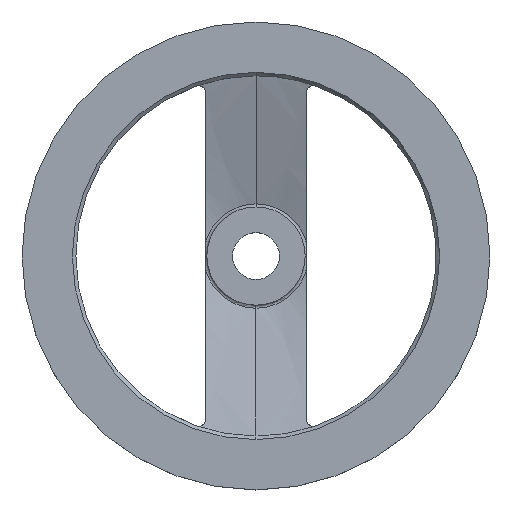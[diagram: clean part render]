
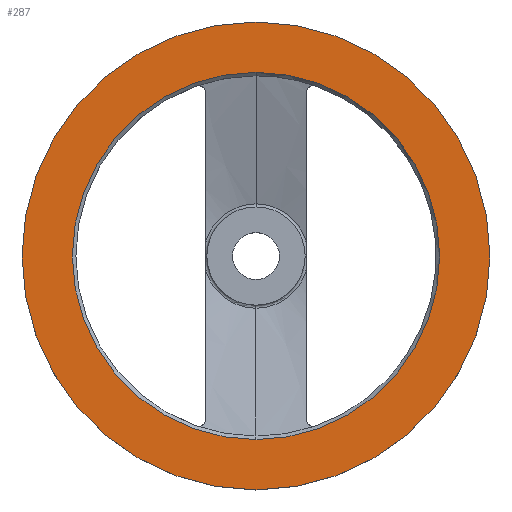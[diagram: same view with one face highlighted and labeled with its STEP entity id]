
A CAD part, top view. The second image highlights one B-rep face of the part: STEP entity #287.
In plain terms, the highlighted planar face has unit normal (0, 0, 1).
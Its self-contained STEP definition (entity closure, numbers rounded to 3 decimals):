
#221=EDGE_CURVE('',#467,#353,#618,.T.);
#223=EDGE_CURVE('',#375,#471,#620,.T.);
#287=ADVANCED_FACE('',(#693,#694),#695,.T.);
#353=VERTEX_POINT('',#770);
#375=VERTEX_POINT('',#792);
#467=VERTEX_POINT('',#893);
#471=VERTEX_POINT('',#897);
#483=EDGE_CURVE('',#471,#375,#910,.T.);
#527=EDGE_CURVE('',#353,#467,#960,.T.);
#618=CIRCLE('',#1046,100.0);
#620=CIRCLE('',#1049,78.5);
#693=FACE_BOUND('',#1179,.T.);
#694=FACE_OUTER_BOUND('',#1180,.T.);
#695=PLANE('',#1181);
#770=CARTESIAN_POINT('',(0.,100.,45.0));
#792=CARTESIAN_POINT('',(0.,78.5,45.0));
#893=CARTESIAN_POINT('',(0.,-100.0,45.0));
#897=CARTESIAN_POINT('',(0.,-78.5,45.0));
#910=CIRCLE('',#1546,78.5);
#960=CIRCLE('',#1715,100.0);
#1046=AXIS2_PLACEMENT_3D('',#1888,#1889,#1890);
#1049=AXIS2_PLACEMENT_3D('',#1891,#1892,#1893);
#1179=EDGE_LOOP('',(#2005,#2006));
#1180=EDGE_LOOP('',(#2007,#2008));
#1181=AXIS2_PLACEMENT_3D('',#2009,#2010,#2011);
#1546=AXIS2_PLACEMENT_3D('',#2271,#2272,#2273);
#1715=AXIS2_PLACEMENT_3D('',#2328,#2329,#2330);
#1888=CARTESIAN_POINT('',(0.,0.,45.0));
#1889=DIRECTION('',(0.,0.,1.0));
#1890=DIRECTION('',(0.,1.0,0.));
#1891=CARTESIAN_POINT('',(0.,0.,45.0));
#1892=DIRECTION('',(0.,0.,1.0));
#1893=DIRECTION('',(0.,1.0,0.));
#2005=ORIENTED_EDGE('',*,*,#223,.F.);
#2006=ORIENTED_EDGE('',*,*,#483,.F.);
#2007=ORIENTED_EDGE('',*,*,#527,.T.);
#2008=ORIENTED_EDGE('',*,*,#221,.T.);
#2009=CARTESIAN_POINT('',(0.,89.25,45.0));
#2010=DIRECTION('',(0.,0.,1.0));
#2011=DIRECTION('',(0.,1.0,0.0));
#2271=CARTESIAN_POINT('',(0.,0.,45.0));
#2272=DIRECTION('',(0.,0.,1.0));
#2273=DIRECTION('',(0.,1.0,0.));
#2328=CARTESIAN_POINT('',(0.,0.,45.0));
#2329=DIRECTION('',(0.,0.,1.0));
#2330=DIRECTION('',(0.,1.0,0.));
